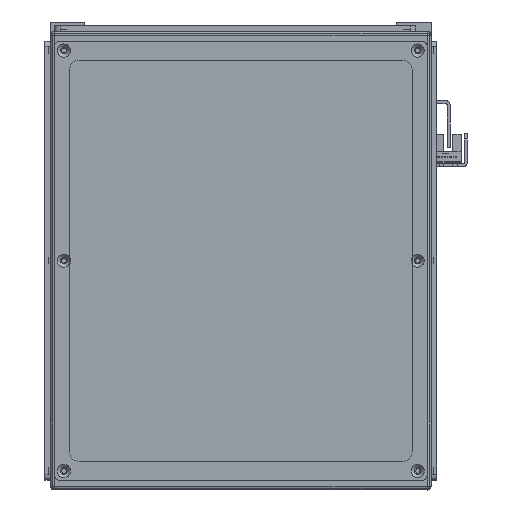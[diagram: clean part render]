
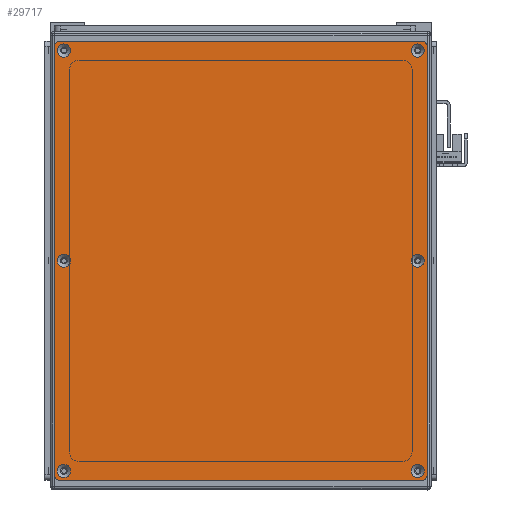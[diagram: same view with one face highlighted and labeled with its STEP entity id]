
A CAD part, front view. The second image highlights one B-rep face of the part: STEP entity #29717.
In plain terms, the highlighted planar face has unit normal (0, -1, 0).
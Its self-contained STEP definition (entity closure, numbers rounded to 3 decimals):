
#910=FACE_BOUND('',#7296,.T.);
#911=FACE_BOUND('',#7297,.T.);
#912=FACE_BOUND('',#7298,.T.);
#913=FACE_BOUND('',#7299,.T.);
#914=FACE_BOUND('',#7300,.T.);
#915=FACE_BOUND('',#7301,.T.);
#3079=CIRCLE('',#32950,3.45);
#3082=CIRCLE('',#32955,3.45);
#3085=CIRCLE('',#32960,3.45);
#3088=CIRCLE('',#32965,3.45);
#3091=CIRCLE('',#32970,3.45);
#3094=CIRCLE('',#32975,3.45);
#3097=CIRCLE('',#32980,3.);
#3099=CIRCLE('',#32983,3.);
#3100=CIRCLE('',#32984,3.);
#3101=CIRCLE('',#32985,3.);
#5363=FACE_OUTER_BOUND('',#7295,.T.);
#7295=EDGE_LOOP('',(#27348,#27349,#27350,#27351,#27352,#27353,#27354,#27355));
#7296=EDGE_LOOP('',(#27356));
#7297=EDGE_LOOP('',(#27357));
#7298=EDGE_LOOP('',(#27358));
#7299=EDGE_LOOP('',(#27359));
#7300=EDGE_LOOP('',(#27360));
#7301=EDGE_LOOP('',(#27361));
#9785=LINE('',#52405,#12260);
#9786=LINE('',#52409,#12261);
#9787=LINE('',#52413,#12262);
#9788=LINE('',#52416,#12263);
#12260=VECTOR('',#41291,10.);
#12261=VECTOR('',#41294,10.);
#12262=VECTOR('',#41297,10.);
#12263=VECTOR('',#41300,10.);
#15015=VERTEX_POINT('',#52335);
#15018=VERTEX_POINT('',#52345);
#15021=VERTEX_POINT('',#52355);
#15024=VERTEX_POINT('',#52365);
#15027=VERTEX_POINT('',#52375);
#15030=VERTEX_POINT('',#52385);
#15033=VERTEX_POINT('',#52395);
#15034=VERTEX_POINT('',#52396);
#15037=VERTEX_POINT('',#52404);
#15038=VERTEX_POINT('',#52406);
#15039=VERTEX_POINT('',#52408);
#15040=VERTEX_POINT('',#52410);
#15041=VERTEX_POINT('',#52412);
#15042=VERTEX_POINT('',#52414);
#19122=EDGE_CURVE('',#15015,#15015,#3079,.T.);
#19127=EDGE_CURVE('',#15018,#15018,#3082,.T.);
#19132=EDGE_CURVE('',#15021,#15021,#3085,.T.);
#19137=EDGE_CURVE('',#15024,#15024,#3088,.T.);
#19142=EDGE_CURVE('',#15027,#15027,#3091,.T.);
#19147=EDGE_CURVE('',#15030,#15030,#3094,.T.);
#19152=EDGE_CURVE('',#15033,#15034,#3097,.T.);
#19156=EDGE_CURVE('',#15033,#15037,#9785,.T.);
#19157=EDGE_CURVE('',#15038,#15037,#3099,.T.);
#19158=EDGE_CURVE('',#15038,#15039,#9786,.T.);
#19159=EDGE_CURVE('',#15040,#15039,#3100,.T.);
#19160=EDGE_CURVE('',#15040,#15041,#9787,.T.);
#19161=EDGE_CURVE('',#15042,#15041,#3101,.T.);
#19162=EDGE_CURVE('',#15042,#15034,#9788,.T.);
#27348=ORIENTED_EDGE('',*,*,#19152,.F.);
#27349=ORIENTED_EDGE('',*,*,#19156,.T.);
#27350=ORIENTED_EDGE('',*,*,#19157,.F.);
#27351=ORIENTED_EDGE('',*,*,#19158,.T.);
#27352=ORIENTED_EDGE('',*,*,#19159,.F.);
#27353=ORIENTED_EDGE('',*,*,#19160,.T.);
#27354=ORIENTED_EDGE('',*,*,#19161,.F.);
#27355=ORIENTED_EDGE('',*,*,#19162,.T.);
#27356=ORIENTED_EDGE('',*,*,#19122,.T.);
#27357=ORIENTED_EDGE('',*,*,#19127,.T.);
#27358=ORIENTED_EDGE('',*,*,#19132,.T.);
#27359=ORIENTED_EDGE('',*,*,#19137,.T.);
#27360=ORIENTED_EDGE('',*,*,#19142,.T.);
#27361=ORIENTED_EDGE('',*,*,#19147,.T.);
#28248=PLANE('',#32982);
#29717=ADVANCED_FACE('',(#5363,#910,#911,#912,#913,#914,#915),#28248,.T.);
#32950=AXIS2_PLACEMENT_3D('',#52336,#41211,#41212);
#32955=AXIS2_PLACEMENT_3D('',#52346,#41223,#41224);
#32960=AXIS2_PLACEMENT_3D('',#52356,#41235,#41236);
#32965=AXIS2_PLACEMENT_3D('',#52366,#41247,#41248);
#32970=AXIS2_PLACEMENT_3D('',#52376,#41259,#41260);
#32975=AXIS2_PLACEMENT_3D('',#52386,#41271,#41272);
#32980=AXIS2_PLACEMENT_3D('',#52397,#41283,#41284);
#32982=AXIS2_PLACEMENT_3D('',#52403,#41289,#41290);
#32983=AXIS2_PLACEMENT_3D('',#52407,#41292,#41293);
#32984=AXIS2_PLACEMENT_3D('',#52411,#41295,#41296);
#32985=AXIS2_PLACEMENT_3D('',#52415,#41298,#41299);
#41211=DIRECTION('center_axis',(0.,1.,0.));
#41212=DIRECTION('ref_axis',(1.,0.,0.));
#41223=DIRECTION('center_axis',(0.,1.,0.));
#41224=DIRECTION('ref_axis',(1.,0.,0.));
#41235=DIRECTION('center_axis',(0.,1.,0.));
#41236=DIRECTION('ref_axis',(1.,0.,0.));
#41247=DIRECTION('center_axis',(0.,1.,0.));
#41248=DIRECTION('ref_axis',(1.,0.,0.));
#41259=DIRECTION('center_axis',(0.,1.,0.));
#41260=DIRECTION('ref_axis',(1.,0.,0.));
#41271=DIRECTION('center_axis',(0.,1.,0.));
#41272=DIRECTION('ref_axis',(1.,0.,0.));
#41283=DIRECTION('center_axis',(0.,1.,0.));
#41284=DIRECTION('ref_axis',(-0.707,0.,0.707));
#41289=DIRECTION('center_axis',(0.,-1.,0.));
#41290=DIRECTION('ref_axis',(0.,0.,-1.));
#41291=DIRECTION('',(0.,0.,-1.));
#41292=DIRECTION('center_axis',(0.,1.,0.));
#41293=DIRECTION('ref_axis',(-0.707,0.,-0.707));
#41294=DIRECTION('',(1.,0.,0.));
#41295=DIRECTION('center_axis',(0.,1.,0.));
#41296=DIRECTION('ref_axis',(0.707,0.,-0.707));
#41297=DIRECTION('',(0.,0.,1.));
#41298=DIRECTION('center_axis',(0.,1.,0.));
#41299=DIRECTION('ref_axis',(0.707,0.,0.707));
#41300=DIRECTION('',(-1.,0.,0.));
#52335=CARTESIAN_POINT('',(107.05,-1.5,93.));
#52336=CARTESIAN_POINT('Origin',(110.5,-1.5,93.));
#52345=CARTESIAN_POINT('',(-3.45,-1.5,93.));
#52346=CARTESIAN_POINT('Origin',(0.,-1.5,93.));
#52355=CARTESIAN_POINT('',(-113.95,-1.5,93.));
#52356=CARTESIAN_POINT('Origin',(-110.5,-1.5,93.));
#52365=CARTESIAN_POINT('',(-113.95,-1.5,-93.));
#52366=CARTESIAN_POINT('Origin',(-110.5,-1.5,-93.));
#52375=CARTESIAN_POINT('',(-3.45,-1.5,-93.));
#52376=CARTESIAN_POINT('Origin',(0.,-1.5,-93.));
#52385=CARTESIAN_POINT('',(107.05,-1.5,-93.));
#52386=CARTESIAN_POINT('Origin',(110.5,-1.5,-93.));
#52395=CARTESIAN_POINT('',(-115.5,-1.5,95.));
#52396=CARTESIAN_POINT('',(-112.5,-1.5,98.));
#52397=CARTESIAN_POINT('Origin',(-112.5,-1.5,95.));
#52403=CARTESIAN_POINT('Origin',(0.,-1.5,0.));
#52404=CARTESIAN_POINT('',(-115.5,-1.5,-95.));
#52405=CARTESIAN_POINT('',(-115.5,-1.5,98.));
#52406=CARTESIAN_POINT('',(-112.5,-1.5,-98.));
#52407=CARTESIAN_POINT('Origin',(-112.5,-1.5,-95.));
#52408=CARTESIAN_POINT('',(112.5,-1.5,-98.));
#52409=CARTESIAN_POINT('',(-115.5,-1.5,-98.));
#52410=CARTESIAN_POINT('',(115.5,-1.5,-95.));
#52411=CARTESIAN_POINT('Origin',(112.5,-1.5,-95.));
#52412=CARTESIAN_POINT('',(115.5,-1.5,95.));
#52413=CARTESIAN_POINT('',(115.5,-1.5,-98.));
#52414=CARTESIAN_POINT('',(112.5,-1.5,98.));
#52415=CARTESIAN_POINT('Origin',(112.5,-1.5,95.));
#52416=CARTESIAN_POINT('',(115.5,-1.5,98.));
